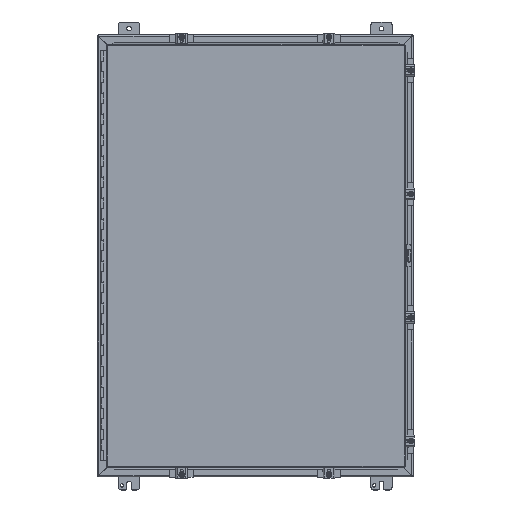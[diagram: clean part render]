
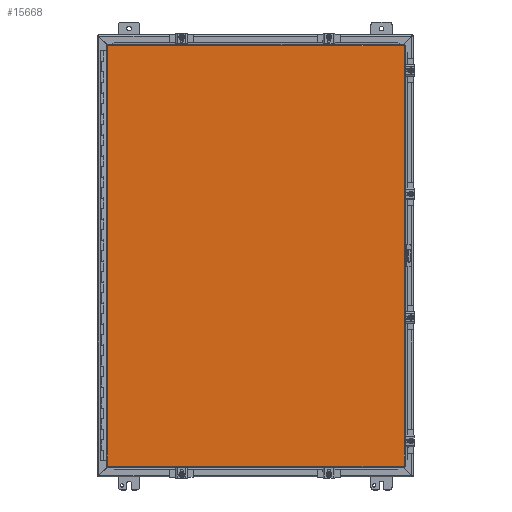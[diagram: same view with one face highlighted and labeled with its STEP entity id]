
A CAD part, top view. The second image highlights one B-rep face of the part: STEP entity #15668.
In plain terms, the highlighted face is planar.
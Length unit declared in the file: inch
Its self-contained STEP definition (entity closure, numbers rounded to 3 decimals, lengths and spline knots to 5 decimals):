
#1470=PLANE('',#16586);
#2271=LINE('',#25410,#3748);
#2277=LINE('',#25533,#3754);
#2287=LINE('',#25686,#3764);
#2290=LINE('',#25719,#3767);
#3748=VECTOR('',#18782,28.1645);
#3754=VECTOR('',#18796,28.1645);
#3764=VECTOR('',#18818,39.977);
#3767=VECTOR('',#18827,39.977);
#5128=FACE_OUTER_BOUND('',#6000,.T.);
#6000=EDGE_LOOP('',(#12291,#12292,#12293,#12294));
#7490=VERTEX_POINT('',#25401);
#7491=VERTEX_POINT('',#25409);
#7494=VERTEX_POINT('',#25481);
#7495=VERTEX_POINT('',#25525);
#9234=EDGE_CURVE('',#7491,#7490,#2271,.T.);
#9247=EDGE_CURVE('',#7494,#7495,#2277,.T.);
#9264=EDGE_CURVE('',#7490,#7494,#2287,.T.);
#9268=EDGE_CURVE('',#7495,#7491,#2290,.T.);
#12291=ORIENTED_EDGE('',*,*,#9264,.T.);
#12292=ORIENTED_EDGE('',*,*,#9247,.T.);
#12293=ORIENTED_EDGE('',*,*,#9268,.T.);
#12294=ORIENTED_EDGE('',*,*,#9234,.T.);
#15668=ADVANCED_FACE('',(#5128),#1470,.F.);
#16586=AXIS2_PLACEMENT_3D('',#25799,#18841,#18842);
#18782=DIRECTION('',(-1.,0.,0.));
#18796=DIRECTION('',(1.,0.,0.));
#18818=DIRECTION('',(0.,1.,0.));
#18827=DIRECTION('',(0.,-1.,0.));
#18841=DIRECTION('center_axis',(0.,0.,1.));
#18842=DIRECTION('ref_axis',(1.,0.,0.));
#25401=CARTESIAN_POINT('',(-14.08225,-19.9885,0.));
#25409=CARTESIAN_POINT('',(14.08225,-19.9885,0.));
#25410=CARTESIAN_POINT('',(7.04113,-19.9885,0.));
#25481=CARTESIAN_POINT('',(-14.08225,19.9885,0.));
#25525=CARTESIAN_POINT('',(14.08225,19.9885,0.));
#25533=CARTESIAN_POINT('',(-7.09375,19.9885,0.));
#25686=CARTESIAN_POINT('',(-14.08225,-9.99425,0.));
#25719=CARTESIAN_POINT('',(14.08225,9.99425,0.));
#25799=CARTESIAN_POINT('Origin',(0.,0.,
0.));
